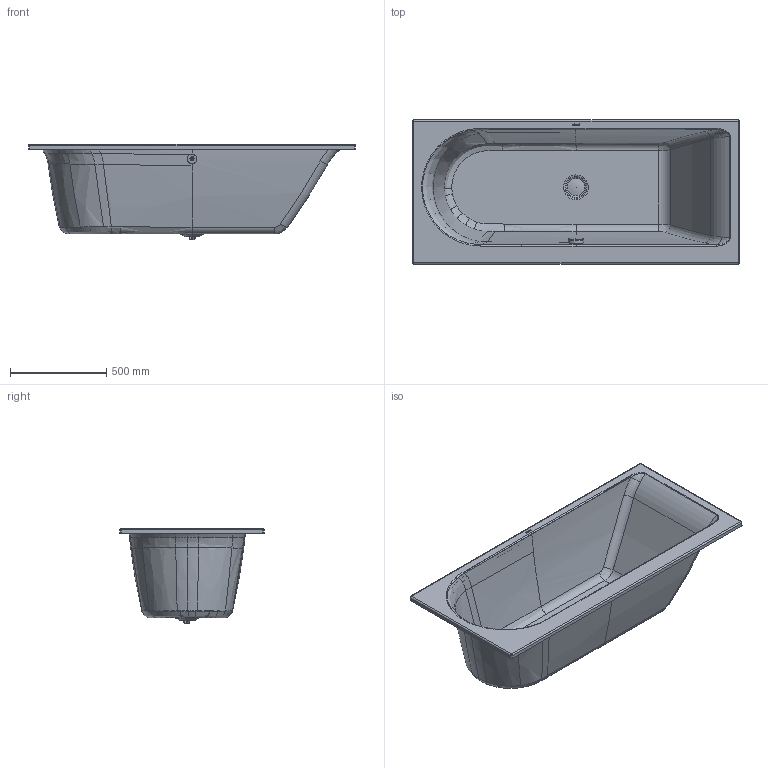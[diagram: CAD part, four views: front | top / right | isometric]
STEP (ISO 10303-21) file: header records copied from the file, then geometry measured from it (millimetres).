
FILE_DESCRIPTION((''),'2;1');
FILE_NAME('700243_1.stp','2011-05-18T20:31:51',('Administrator'),(''),'Autodesk Inventor 2011','Autodesk Inventor 2011','');
FILE_SCHEMA(('AUTOMOTIVE_DESIGN { 1 0 10303 214 1 1 1 1 }'));
Length unit declared in the file: millimetre
Products named in the file (5): 700243_1; 700243; Kelch_90; Stopfen_90; Verschluss_Ueberlauf
Assembly tree (4 placements, depth 2):
  700243_1
    700243
    Kelch_90
    Stopfen_90
    Verschluss_Ueberlauf
Bounding box: 1700.11 x 750.25 x 494.82 mm (x, y, z)
Volume: 13082271.2 mm3; surface area: 5267790.7 mm2
Topology: 4 solids, 4 shells, 468 faces, 1334 edges, 879 vertices
Faces by surface type: plane 251, bspline 144, cylinder 51, torus 10, sphere 8, cone 4
Full cylindrical faces by diameter (mm): 15 x1, 52 x1, 74 x1, 79.999 x1, 86 x1, 90 x2
Entity records: 21400 total; most frequent: CARTESIAN_POINT 10151, ORIENTED_EDGE 2602, DIRECTION 1883, EDGE_CURVE 1301, VERTEX_POINT 873, VECTOR 749, LINE 749, AXIS2_PLACEMENT_3D 567
